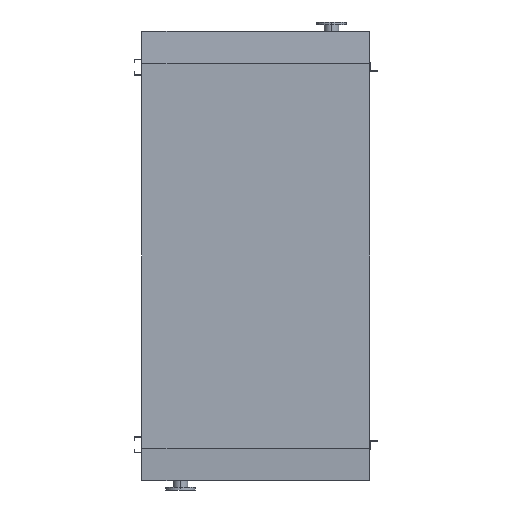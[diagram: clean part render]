
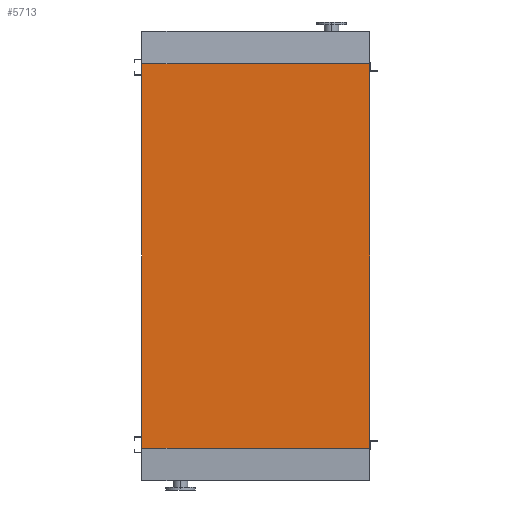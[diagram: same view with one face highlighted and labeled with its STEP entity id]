
A CAD part, front view. The second image highlights one B-rep face of the part: STEP entity #5713.
In plain terms, the highlighted planar face has unit normal (0, -1, 0).
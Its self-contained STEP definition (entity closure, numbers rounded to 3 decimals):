
#28 = VECTOR ( 'NONE', #7524, 1000. ) ;
#799 = PLANE ( 'NONE',  #6084 ) ;
#813 = VECTOR ( 'NONE', #9150, 1000. ) ;
#920 = VERTEX_POINT ( 'NONE', #6035 ) ;
#975 = CARTESIAN_POINT ( 'NONE',  ( -845., 0., 0. ) ) ;
#986 = VECTOR ( 'NONE', #5810, 1000. ) ;
#1044 = LINE ( 'NONE', #4989, #986 ) ;
#1210 = CARTESIAN_POINT ( 'NONE',  ( -845., 0., -2850. ) ) ;
#1399 = EDGE_CURVE ( 'NONE', #9268, #9111, #8486, .T. ) ;
#2847 = LINE ( 'NONE', #6836, #8733 ) ;
#2901 = CARTESIAN_POINT ( 'NONE',  ( 845., 0., -2850. ) ) ;
#3184 = EDGE_LOOP ( 'NONE', ( #7646, #6589, #7066, #7786 ) ) ;
#3352 = CARTESIAN_POINT ( 'NONE',  ( 845., 0., 0. ) ) ;
#4656 = FACE_OUTER_BOUND ( 'NONE', #3184, .T. ) ;
#4860 = DIRECTION ( 'NONE',  ( 0., 0., -1. ) ) ;
#4989 = CARTESIAN_POINT ( 'NONE',  ( -845., 0., -2850. ) ) ;
#5342 = EDGE_CURVE ( 'NONE', #920, #9268, #6021, .T. ) ;
#5516 = VERTEX_POINT ( 'NONE', #975 ) ;
#5546 = CARTESIAN_POINT ( 'NONE',  ( 845., 0., -2850. ) ) ;
#5713 = ADVANCED_FACE ( 'NONE', ( #4656 ), #799, .T. ) ;
#5810 = DIRECTION ( 'NONE',  ( 0., 0., 1. ) ) ;
#5969 = DIRECTION ( 'NONE',  ( 1., 0., 0. ) ) ;
#6021 = LINE ( 'NONE', #1210, #28 ) ;
#6035 = CARTESIAN_POINT ( 'NONE',  ( -845., 0., -2850. ) ) ;
#6084 = AXIS2_PLACEMENT_3D ( 'NONE', #6339, #6290, #4860 ) ;
#6290 = DIRECTION ( 'NONE',  ( 0., -1., 0. ) ) ;
#6334 = EDGE_CURVE ( 'NONE', #5516, #9111, #2847, .T. ) ;
#6339 = CARTESIAN_POINT ( 'NONE',  ( -845., 0., -2850. ) ) ;
#6589 = ORIENTED_EDGE ( 'NONE', *, *, #9350, .F. ) ;
#6836 = CARTESIAN_POINT ( 'NONE',  ( -845., 0., 0. ) ) ;
#7066 = ORIENTED_EDGE ( 'NONE', *, *, #5342, .T. ) ;
#7524 = DIRECTION ( 'NONE',  ( 1., 0., 0. ) ) ;
#7646 = ORIENTED_EDGE ( 'NONE', *, *, #6334, .F. ) ;
#7786 = ORIENTED_EDGE ( 'NONE', *, *, #1399, .T. ) ;
#8486 = LINE ( 'NONE', #2901, #813 ) ;
#8733 = VECTOR ( 'NONE', #5969, 1000. ) ;
#9111 = VERTEX_POINT ( 'NONE', #3352 ) ;
#9150 = DIRECTION ( 'NONE',  ( 0., 0., 1. ) ) ;
#9268 = VERTEX_POINT ( 'NONE', #5546 ) ;
#9350 = EDGE_CURVE ( 'NONE', #920, #5516, #1044, .T. ) ;
